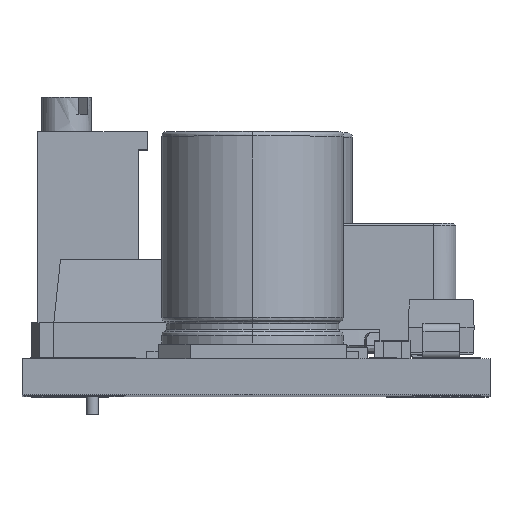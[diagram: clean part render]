
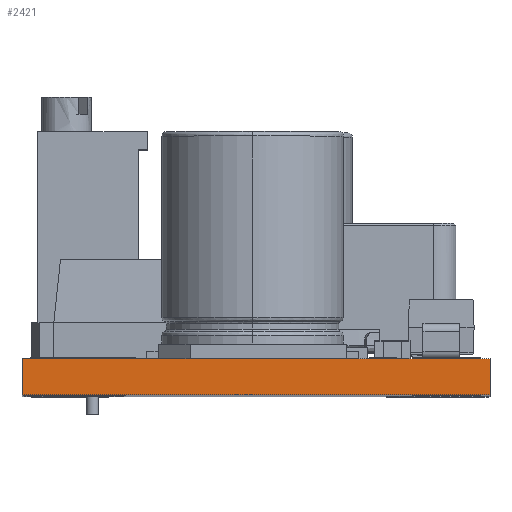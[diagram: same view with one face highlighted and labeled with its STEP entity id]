
A CAD part, top view. The second image highlights one B-rep face of the part: STEP entity #2421.
In plain terms, the highlighted free-form (B-spline) face has degree [1, 1] with [2, 2] control points.
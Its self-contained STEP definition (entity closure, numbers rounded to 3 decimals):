
#1774 = VERTEX_POINT('',#1775);
#1775 = CARTESIAN_POINT('',(0.,1.659,0.));
#1780 = EDGE_CURVE('',#1774,#1781,#1783,.T.);
#1781 = VERTEX_POINT('',#1782);
#1782 = CARTESIAN_POINT('',(21.358,1.659,0.));
#1783 = B_SPLINE_CURVE_WITH_KNOTS('',1,(#1784,#1785),.UNSPECIFIED.,.F.,
  .F.,(2,2),(0.,20.6),.PIECEWISE_BEZIER_KNOTS.);
#1784 = CARTESIAN_POINT('',(0.,1.659,0.));
#1785 = CARTESIAN_POINT('',(21.358,1.659,0.));
#2372 = VERTEX_POINT('',#2373);
#2373 = CARTESIAN_POINT('',(0.,0.,0.));
#2386 = VERTEX_POINT('',#2387);
#2387 = CARTESIAN_POINT('',(21.358,0.,0.));
#2392 = EDGE_CURVE('',#2372,#2386,#2393,.T.);
#2393 = B_SPLINE_CURVE_WITH_KNOTS('',1,(#2394,#2395),.UNSPECIFIED.,.F.,
  .F.,(2,2),(0.,20.6),.PIECEWISE_BEZIER_KNOTS.);
#2394 = CARTESIAN_POINT('',(0.,0.,0.));
#2395 = CARTESIAN_POINT('',(21.358,0.,0.));
#2406 = EDGE_CURVE('',#1774,#2372,#2407,.T.);
#2407 = B_SPLINE_CURVE_WITH_KNOTS('',1,(#2408,#2409),.UNSPECIFIED.,.F.,
  .F.,(2,2),(-0.,1.6),.PIECEWISE_BEZIER_KNOTS.);
#2408 = CARTESIAN_POINT('',(0.,1.659,0.));
#2409 = CARTESIAN_POINT('',(0.,0.,0.));
#2421 = ADVANCED_FACE('',(#2422),#2432,.F.);
#2422 = FACE_BOUND('',#2423,.T.);
#2423 = EDGE_LOOP('',(#2424,#2425,#2430,#2431));
#2424 = ORIENTED_EDGE('',*,*,#2392,.T.);
#2425 = ORIENTED_EDGE('',*,*,#2426,.F.);
#2426 = EDGE_CURVE('',#1781,#2386,#2427,.T.);
#2427 = B_SPLINE_CURVE_WITH_KNOTS('',1,(#2428,#2429),.UNSPECIFIED.,.F.,
  .F.,(2,2),(-0.,1.6),.PIECEWISE_BEZIER_KNOTS.);
#2428 = CARTESIAN_POINT('',(21.358,1.659,0.));
#2429 = CARTESIAN_POINT('',(21.358,0.,0.));
#2430 = ORIENTED_EDGE('',*,*,#1780,.F.);
#2431 = ORIENTED_EDGE('',*,*,#2406,.T.);
#2432 = B_SPLINE_SURFACE_WITH_KNOTS('',1,1,(
    (#2433,#2434)
    ,(#2435,#2436
    )),.UNSPECIFIED.,.F.,.F.,.F.,(2,2),(2,2),(-20.6,0.),(-1.6,0.),
  .PIECEWISE_BEZIER_KNOTS.);
#2433 = CARTESIAN_POINT('',(21.358,0.,0.));
#2434 = CARTESIAN_POINT('',(21.358,1.659,0.));
#2435 = CARTESIAN_POINT('',(0.,0.,0.));
#2436 = CARTESIAN_POINT('',(0.,1.659,0.));
